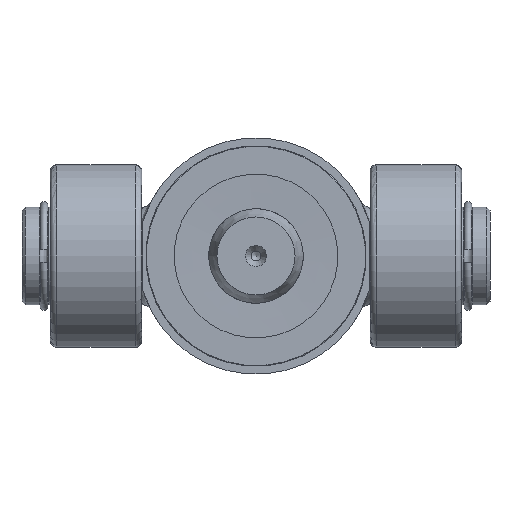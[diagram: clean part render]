
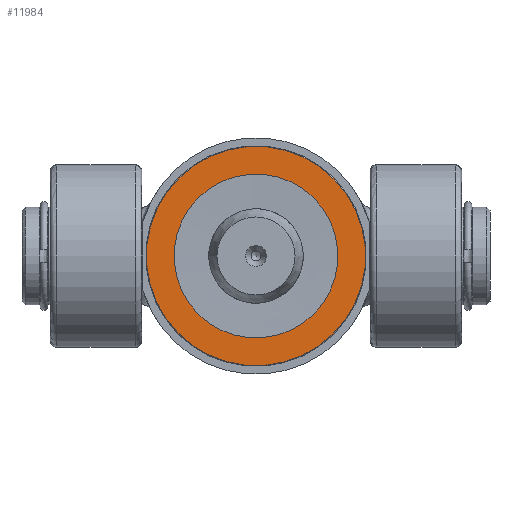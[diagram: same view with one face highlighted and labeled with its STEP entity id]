
A CAD part, front view. The second image highlights one B-rep face of the part: STEP entity #11984.
In plain terms, the highlighted face is planar.
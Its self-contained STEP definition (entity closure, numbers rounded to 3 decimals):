
#2620=PLANE('',#12905);
#2911=FACE_BOUND('',#4121,.T.);
#3368=FACE_OUTER_BOUND('',#4120,.T.);
#4120=EDGE_LOOP('',(#10022));
#4121=EDGE_LOOP('',(#10023));
#4640=CIRCLE('',#12904,34.8);
#4641=CIRCLE('',#12906,26.);
#5531=VERTEX_POINT('',#22858);
#5532=VERTEX_POINT('',#22861);
#7111=EDGE_CURVE('',#5531,#5531,#4640,.T.);
#7112=EDGE_CURVE('',#5532,#5532,#4641,.T.);
#10022=ORIENTED_EDGE('',*,*,#7111,.F.);
#10023=ORIENTED_EDGE('',*,*,#7112,.T.);
#11984=ADVANCED_FACE('',(#3368,#2911),#2620,.F.);
#12904=AXIS2_PLACEMENT_3D('',#22859,#14820,#14821);
#12905=AXIS2_PLACEMENT_3D('',#22860,#14822,#14823);
#12906=AXIS2_PLACEMENT_3D('',#22862,#14824,#14825);
#14820=DIRECTION('center_axis',(0.,0.,1.));
#14821=DIRECTION('ref_axis',(-1.,0.,0.));
#14822=DIRECTION('center_axis',(0.,0.,1.));
#14823=DIRECTION('ref_axis',(1.,0.,0.));
#14824=DIRECTION('center_axis',(0.,0.,1.));
#14825=DIRECTION('ref_axis',(0.,-1.,0.));
#22858=CARTESIAN_POINT('',(34.8,0.,0.));
#22859=CARTESIAN_POINT('Origin',(0.,0.,0.));
#22860=CARTESIAN_POINT('Origin',(0.,0.,
0.));
#22861=CARTESIAN_POINT('',(0.,-26.,0.));
#22862=CARTESIAN_POINT('Origin',(0.,0.,0.));
